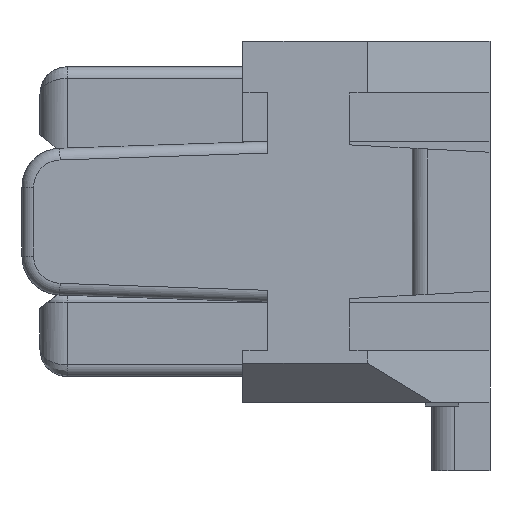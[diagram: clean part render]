
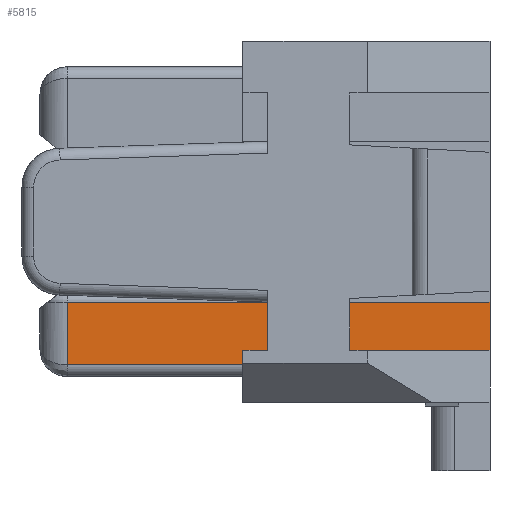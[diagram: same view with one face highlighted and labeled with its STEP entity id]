
A CAD part, front view. The second image highlights one B-rep face of the part: STEP entity #5815.
In plain terms, the highlighted planar face has unit normal (0, -1, 0).
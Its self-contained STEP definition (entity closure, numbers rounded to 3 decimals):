
#12 = PLANE ( 'NONE',  #3491 ) ;
#104 = DIRECTION ( 'NONE',  ( 0., 0., -1. ) ) ;
#119 = LINE ( 'NONE', #10874, #13542 ) ;
#335 = VERTEX_POINT ( 'NONE', #5117 ) ;
#1085 = DIRECTION ( 'NONE',  ( 1., 0., 0. ) ) ;
#1258 = LINE ( 'NONE', #5837, #5419 ) ;
#1558 = EDGE_CURVE ( 'NONE', #2343, #5613, #11313, .T. ) ;
#1993 = VERTEX_POINT ( 'NONE', #8686 ) ;
#2095 = CARTESIAN_POINT ( 'NONE',  ( 0.35, -2.15, -1.835 ) ) ;
#2148 = VECTOR ( 'NONE', #11071, 1000. ) ;
#2343 = VERTEX_POINT ( 'NONE', #5779 ) ;
#2523 = VECTOR ( 'NONE', #104, 1000. ) ;
#2564 = DIRECTION ( 'NONE',  ( 0., 0., -1. ) ) ;
#3314 = ORIENTED_EDGE ( 'NONE', *, *, #7404, .T. ) ;
#3491 = AXIS2_PLACEMENT_3D ( 'NONE', #6006, #7263, #1085 ) ;
#3639 = ORIENTED_EDGE ( 'NONE', *, *, #11447, .T. ) ;
#3675 = VERTEX_POINT ( 'NONE', #13215 ) ;
#3778 = EDGE_CURVE ( 'NONE', #1993, #2343, #1258, .T. ) ;
#4010 = CARTESIAN_POINT ( 'NONE',  ( 2.6, -2.15, -1.835 ) ) ;
#4196 = ORIENTED_EDGE ( 'NONE', *, *, #1558, .F. ) ;
#4233 = CARTESIAN_POINT ( 'NONE',  ( 2.6, -2.15, -1.03 ) ) ;
#5117 = CARTESIAN_POINT ( 'NONE',  ( 5.77, -2.15, -1.65 ) ) ;
#5419 = VECTOR ( 'NONE', #6933, 1000. ) ;
#5613 = VERTEX_POINT ( 'NONE', #7608 ) ;
#5759 = EDGE_CURVE ( 'NONE', #7297, #3675, #8737, .T. ) ;
#5779 = CARTESIAN_POINT ( 'NONE',  ( 2.6, -2.15, -1.03 ) ) ;
#5815 = ADVANCED_FACE ( 'NONE', ( #8908 ), #12, .F. ) ;
#5837 = CARTESIAN_POINT ( 'NONE',  ( 0.35, -2.15, -1.03 ) ) ;
#6006 = CARTESIAN_POINT ( 'NONE',  ( 0., -2.15, 0. ) ) ;
#6196 = DIRECTION ( 'NONE',  ( 1., 0., 0. ) ) ;
#6311 = EDGE_CURVE ( 'NONE', #5613, #335, #119, .T. ) ;
#6574 = VECTOR ( 'NONE', #12699, 1000. ) ;
#6636 = LINE ( 'NONE', #10974, #2148 ) ;
#6899 = LINE ( 'NONE', #10584, #2523 ) ;
#6933 = DIRECTION ( 'NONE',  ( 1., 0., 0. ) ) ;
#7214 = VERTEX_POINT ( 'NONE', #7514 ) ;
#7263 = DIRECTION ( 'NONE',  ( 0., 1., 0. ) ) ;
#7297 = VERTEX_POINT ( 'NONE', #13566 ) ;
#7335 = ORIENTED_EDGE ( 'NONE', *, *, #3778, .F. ) ;
#7404 = EDGE_CURVE ( 'NONE', #1993, #7297, #6899, .T. ) ;
#7514 = CARTESIAN_POINT ( 'NONE',  ( 2.6, -2.15, -1.65 ) ) ;
#7608 = CARTESIAN_POINT ( 'NONE',  ( 5.77, -2.15, -1.03 ) ) ;
#7614 = ORIENTED_EDGE ( 'NONE', *, *, #6311, .F. ) ;
#8101 = ORIENTED_EDGE ( 'NONE', *, *, #12764, .T. ) ;
#8347 = LINE ( 'NONE', #4010, #13211 ) ;
#8686 = CARTESIAN_POINT ( 'NONE',  ( 0.35, -2.15, -1.03 ) ) ;
#8737 = LINE ( 'NONE', #2095, #13171 ) ;
#8908 = FACE_OUTER_BOUND ( 'NONE', #13552, .T. ) ;
#10584 = CARTESIAN_POINT ( 'NONE',  ( 0.35, -2.15, -1.03 ) ) ;
#10874 = CARTESIAN_POINT ( 'NONE',  ( 5.77, -2.15, -1.03 ) ) ;
#10974 = CARTESIAN_POINT ( 'NONE',  ( 2.6, -2.15, -1.65 ) ) ;
#11071 = DIRECTION ( 'NONE',  ( 1., 0., 0. ) ) ;
#11313 = LINE ( 'NONE', #4233, #6574 ) ;
#11447 = EDGE_CURVE ( 'NONE', #7214, #335, #6636, .T. ) ;
#12464 = DIRECTION ( 'NONE',  ( 0., 0., 1. ) ) ;
#12699 = DIRECTION ( 'NONE',  ( 1., 0., 0. ) ) ;
#12764 = EDGE_CURVE ( 'NONE', #3675, #7214, #8347, .T. ) ;
#13171 = VECTOR ( 'NONE', #6196, 1000. ) ;
#13211 = VECTOR ( 'NONE', #12464, 1000. ) ;
#13215 = CARTESIAN_POINT ( 'NONE',  ( 2.6, -2.15, -1.835 ) ) ;
#13245 = ORIENTED_EDGE ( 'NONE', *, *, #5759, .T. ) ;
#13542 = VECTOR ( 'NONE', #2564, 1000. ) ;
#13552 = EDGE_LOOP ( 'NONE', ( #3314, #13245, #8101, #3639, #7614, #4196, #7335 ) ) ;
#13566 = CARTESIAN_POINT ( 'NONE',  ( 0.35, -2.15, -1.835 ) ) ;
